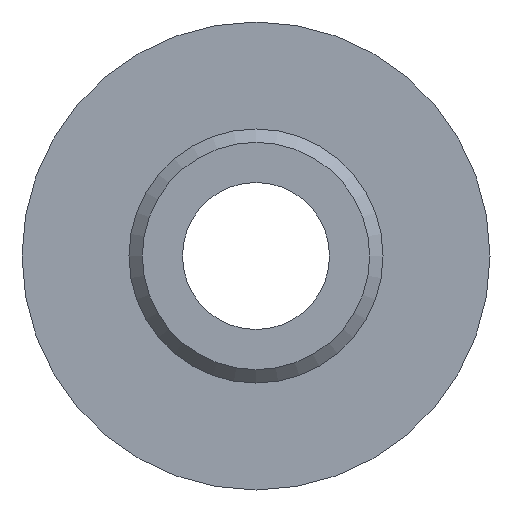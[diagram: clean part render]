
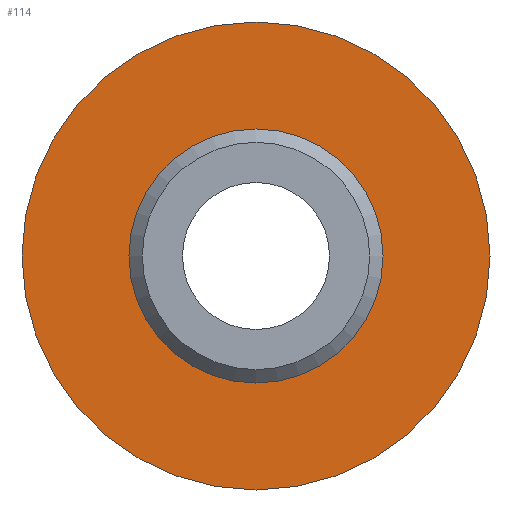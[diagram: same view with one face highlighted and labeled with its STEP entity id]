
A CAD part, left-side view. The second image highlights one B-rep face of the part: STEP entity #114.
In plain terms, the highlighted planar face has unit normal (-1, 0, 0).
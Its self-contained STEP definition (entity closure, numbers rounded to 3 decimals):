
#16=FACE_BOUND('',#38,.T.);
#19=PLANE('',#142);
#28=FACE_OUTER_BOUND('',#37,.T.);
#37=EDGE_LOOP('',(#96));
#38=EDGE_LOOP('',(#97));
#55=CIRCLE('',#136,3.5);
#57=CIRCLE('',#140,1.9);
#63=VERTEX_POINT('',#195);
#65=VERTEX_POINT('',#202);
#73=EDGE_CURVE('',#63,#63,#55,.T.);
#75=EDGE_CURVE('',#65,#65,#57,.T.);
#96=ORIENTED_EDGE('',*,*,#73,.F.);
#97=ORIENTED_EDGE('',*,*,#75,.F.);
#114=ADVANCED_FACE('',(#28,#16),#19,.F.);
#136=AXIS2_PLACEMENT_3D('',#197,#160,#161);
#140=AXIS2_PLACEMENT_3D('',#203,#168,#169);
#142=AXIS2_PLACEMENT_3D('',#207,#173,#174);
#160=DIRECTION('center_axis',(1.,0.,0.));
#161=DIRECTION('ref_axis',(0.,1.,0.));
#168=DIRECTION('center_axis',(-1.,0.,0.));
#169=DIRECTION('ref_axis',(0.,1.,0.));
#173=DIRECTION('center_axis',(1.,0.,0.));
#174=DIRECTION('ref_axis',(0.,1.,0.));
#195=CARTESIAN_POINT('',(6.,-28.5,0.));
#197=CARTESIAN_POINT('Origin',(6.,-25.,0.));
#202=CARTESIAN_POINT('',(6.,-26.9,0.));
#203=CARTESIAN_POINT('Origin',(6.,-25.,0.));
#207=CARTESIAN_POINT('Origin',(6.,-25.,0.));
